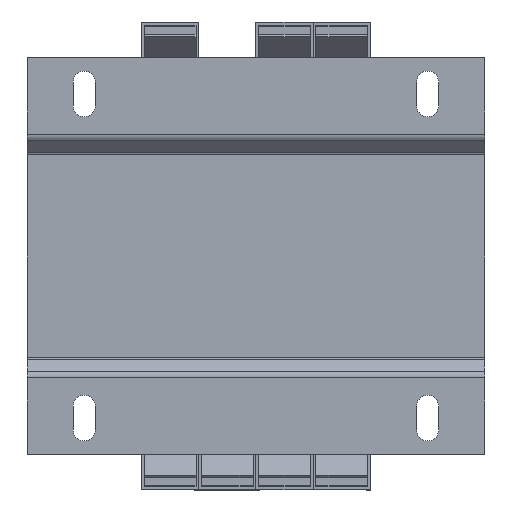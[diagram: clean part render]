
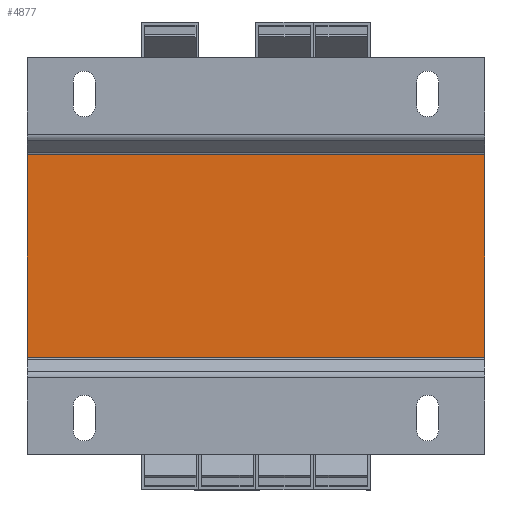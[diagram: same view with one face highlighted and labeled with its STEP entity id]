
A CAD part, front view. The second image highlights one B-rep face of the part: STEP entity #4877.
In plain terms, the highlighted planar face has unit normal (0, -1, 0).
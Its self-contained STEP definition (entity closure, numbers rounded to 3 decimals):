
#702 = CARTESIAN_POINT ( 'NONE',  ( 0., -51.5, 26.5 ) ) ;
#951 = CARTESIAN_POINT ( 'NONE',  ( -60., -51.5, -26.5 ) ) ;
#1062 = VERTEX_POINT ( 'NONE', #13730 ) ;
#1651 = EDGE_CURVE ( 'NONE', #17465, #1062, #8278, .T. ) ;
#1863 = VECTOR ( 'NONE', #17217, 1000. ) ;
#2031 = DIRECTION ( 'NONE',  ( -1., 0., 0. ) ) ;
#2048 = EDGE_CURVE ( 'NONE', #15436, #17465, #14294, .T. ) ;
#2619 = VERTEX_POINT ( 'NONE', #4841 ) ;
#2628 = EDGE_CURVE ( 'NONE', #2619, #1062, #17447, .T. ) ;
#2708 = VECTOR ( 'NONE', #17393, 1000. ) ;
#4841 = CARTESIAN_POINT ( 'NONE',  ( 60., -51.5, 26.5 ) ) ;
#4877 = ADVANCED_FACE ( 'NONE', ( #7212 ), #13695, .F. ) ;
#5313 = ORIENTED_EDGE ( 'NONE', *, *, #2048, .F. ) ;
#5459 = CARTESIAN_POINT ( 'NONE',  ( 0., -51.5, 0. ) ) ;
#6894 = ORIENTED_EDGE ( 'NONE', *, *, #1651, .F. ) ;
#6972 = VECTOR ( 'NONE', #11264, 1000. ) ;
#7126 = DIRECTION ( 'NONE',  ( 0., 0., 1. ) ) ;
#7212 = FACE_OUTER_BOUND ( 'NONE', #17089, .T. ) ;
#7306 = CARTESIAN_POINT ( 'NONE',  ( 0., -51.5, -26.5 ) ) ;
#8278 = LINE ( 'NONE', #11958, #2708 ) ;
#8578 = EDGE_CURVE ( 'NONE', #2619, #15436, #12598, .T. ) ;
#8679 = DIRECTION ( 'NONE',  ( 0., 1., 0. ) ) ;
#9262 = ORIENTED_EDGE ( 'NONE', *, *, #2628, .T. ) ;
#11264 = DIRECTION ( 'NONE',  ( -1., 0., 0. ) ) ;
#11325 = AXIS2_PLACEMENT_3D ( 'NONE', #5459, #8679, #7126 ) ;
#11613 = VECTOR ( 'NONE', #2031, 1000. ) ;
#11958 = CARTESIAN_POINT ( 'NONE',  ( -60., -51.5, 52. ) ) ;
#12305 = CARTESIAN_POINT ( 'NONE',  ( 60., -51.5, -26.5 ) ) ;
#12598 = LINE ( 'NONE', #15836, #1863 ) ;
#13695 = PLANE ( 'NONE',  #11325 ) ;
#13730 = CARTESIAN_POINT ( 'NONE',  ( -60., -51.5, 26.5 ) ) ;
#14294 = LINE ( 'NONE', #7306, #6972 ) ;
#15436 = VERTEX_POINT ( 'NONE', #12305 ) ;
#15543 = ORIENTED_EDGE ( 'NONE', *, *, #8578, .F. ) ;
#15836 = CARTESIAN_POINT ( 'NONE',  ( 60., -51.5, 52. ) ) ;
#17089 = EDGE_LOOP ( 'NONE', ( #5313, #15543, #9262, #6894 ) ) ;
#17217 = DIRECTION ( 'NONE',  ( 0., 0., -1. ) ) ;
#17393 = DIRECTION ( 'NONE',  ( 0., 0., 1. ) ) ;
#17447 = LINE ( 'NONE', #702, #11613 ) ;
#17465 = VERTEX_POINT ( 'NONE', #951 ) ;
